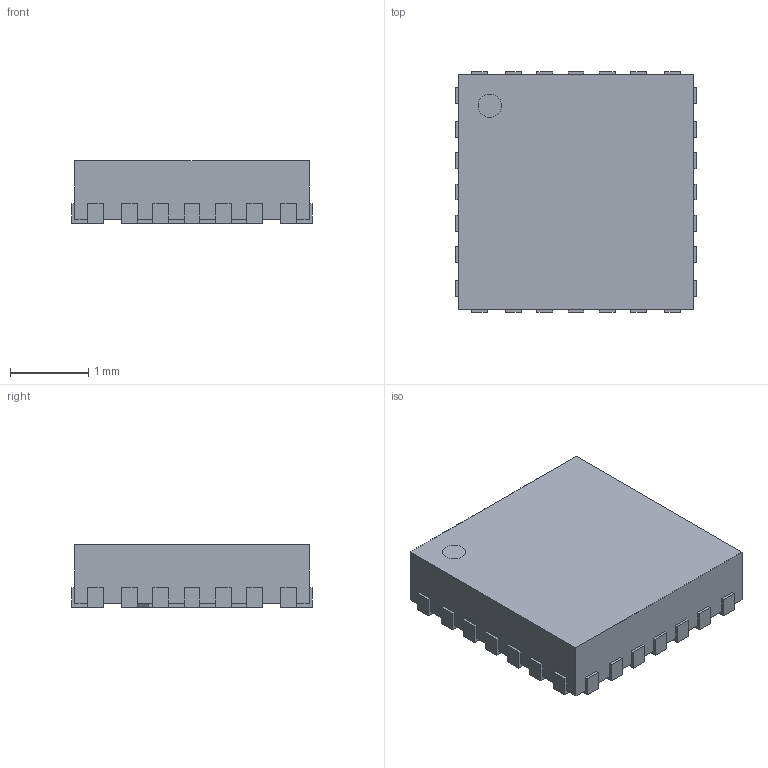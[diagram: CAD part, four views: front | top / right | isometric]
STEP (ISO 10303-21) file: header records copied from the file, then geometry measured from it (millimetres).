
FILE_DESCRIPTION(/* description */ (''),/* implementation_level */ '2;1');
FILE_NAME(/* name */ 'MAX32664GTGA+.stp',/* time_stamp */ '2021-06-02T07:48:54-03:00',/* author */ ('laguerre'),/* organization */ (''),/* preprocessor_version */ 'ST-DEVELOPER v17',/* originating_system */ 'Autodesk Inventor 2018',/* authorisation */ '');
FILE_SCHEMA (('AUTOMOTIVE_DESIGN { 1 0 10303 214 3 1 1 }'));
Length unit declared in the file: millimetre
Products named in the file (1): MAX32664GTGA+
Bounding box: 3.07 x 3.07 x 0.8 mm (x, y, z)
Volume: 7 mm3; surface area: 29.6 mm2
Topology: 1 solids, 1 shells, 174 faces, 510 edges, 340 vertices
Faces by surface type: plane 173, cylinder 1
Full cylindrical faces by diameter (mm): 0.3 x1
Entity records: 5872 total; most frequent: CARTESIAN_POINT 1025, ORIENTED_EDGE 1020, DIRECTION 862, EDGE_CURVE 510, LINE 508, VECTOR 508, VERTEX_POINT 340, AXIS2_PLACEMENT_3D 177
